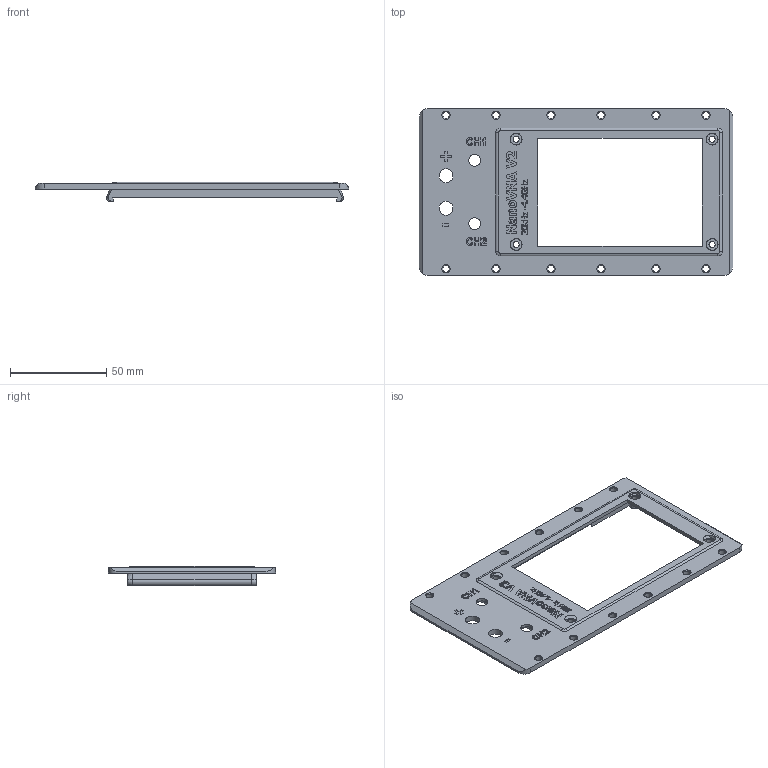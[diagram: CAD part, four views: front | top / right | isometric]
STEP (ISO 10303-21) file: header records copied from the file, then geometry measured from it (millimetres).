
FILE_DESCRIPTION(/* description */ ('','CAx-IF Rec.Pracs.---Representation and Presentation of Product Manufacturing Information (PMI)---4.0---2014-10-13'),/* implementation_level */ '2;1');
FILE_NAME(/* name */ 'Module 3x nanoVNA v2 Plus 4inch LCD.step',/* time_stamp */ '2025-02-14T12:52:37+01:00',/* author */ (''),/* organization */ (''),/* preprocessor_version */ 'ST-DEVELOPER v20',/* originating_system */ 'Autodesk Translation Framework v13.20.0.188',/* authorisation */ '');
FILE_SCHEMA (('AP242_MANAGED_MODEL_BASED_3D_ENGINEERING_MIM_LF { 1 0 10303 442 1 1 4 }'));
Length unit declared in the file: millimetre
Products named in the file (1): Module Blank
Bounding box: 163.33 x 87 x 10 mm (x, y, z)
Volume: 31508.8 mm3; surface area: 25633.9 mm2
Topology: 1 solids, 1 shells, 500 faces, 1341 edges, 886 vertices
Faces by surface type: plane 305, bspline 132, cylinder 39, cone 20, torus 4
Full cylindrical faces by diameter (mm): 3.2 x4, 3.5 x12, 6 x4, 6.2 x2, 7.2 x2
Entity records: 16523 total; most frequent: CARTESIAN_POINT 4692, ORIENTED_EDGE 2682, DIRECTION 1929, EDGE_CURVE 1341, LINE 963, VECTOR 963, VERTEX_POINT 886, EDGE_LOOP 585
